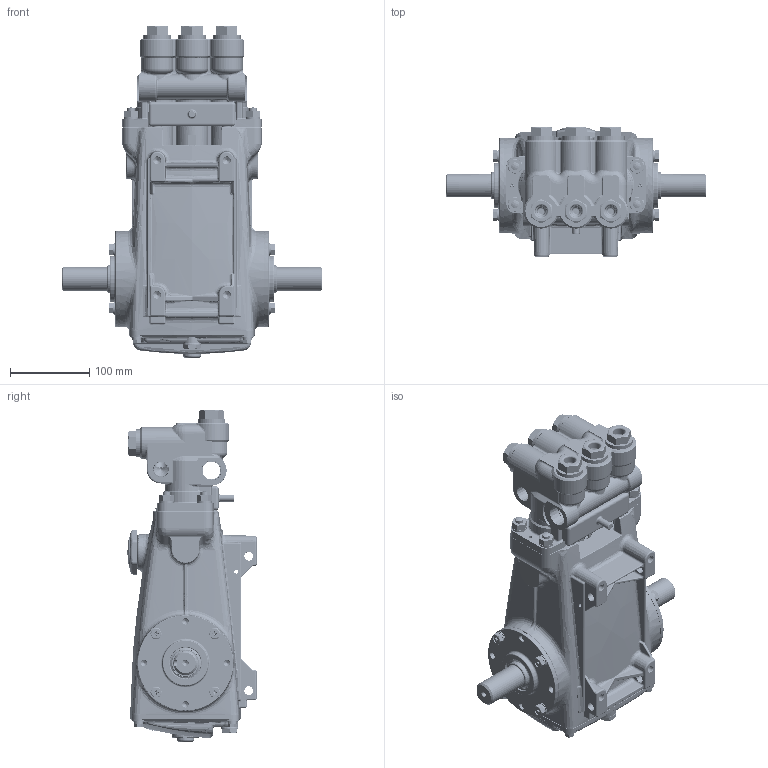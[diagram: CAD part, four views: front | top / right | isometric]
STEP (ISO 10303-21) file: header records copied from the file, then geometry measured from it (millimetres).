
FILE_DESCRIPTION (( 'STEP AP203' ), '1' );
FILE_NAME ('1050.STEP', '2022-11-11T14:00:23', ( '' ), ( '' ), 'SwSTEP 2.0', 'SolidWorks 2022', '' );
FILE_SCHEMA (( 'CONFIG_CONTROL_DESIGN' ));
Products named in the file (1): 1050
Bounding box: 330 x 163.49 x 420 mm (x, y, z)
Volume: 3008378 mm3; surface area: 966398.9 mm2
Topology: 87 solids, 87 shells, 5991 faces, 14657 edges, 8730 vertices
Faces by surface type: plane 1707, cylinder 1617, bspline 1023, cone 842, torus 630, sphere 172
Entity records: 259819 total; most frequent: CARTESIAN_POINT 128448, ORIENTED_EDGE 28630, DIRECTION 26112, EDGE_CURVE 14315, AXIS2_PLACEMENT_3D 10709, VERTEX_POINT 8726, EDGE_LOOP 6467, FACE_OUTER_BOUND 5990
